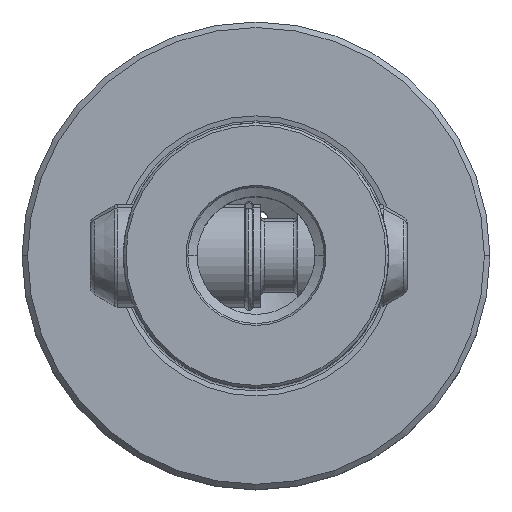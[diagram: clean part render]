
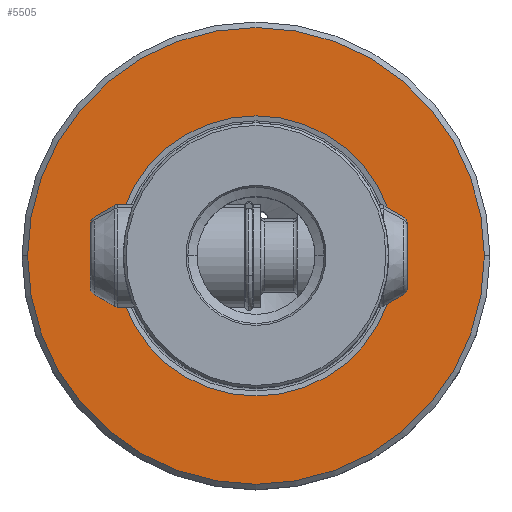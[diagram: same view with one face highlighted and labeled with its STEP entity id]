
A CAD part, top view. The second image highlights one B-rep face of the part: STEP entity #5505.
In plain terms, the highlighted planar face has unit normal (0, 0, 1).
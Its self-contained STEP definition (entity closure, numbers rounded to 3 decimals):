
#3015=VERTEX_POINT('NONE',#8187);
#4161=EDGE_CURVE('NONE',#3015,#6525,#9452,.T.);
#5505=ADVANCED_FACE('NONE',(#10937,#10938),#10939,.T.);
#5893=EDGE_CURVE('NONE',#7281,#6855,#11371,.F.);
#5913=EDGE_CURVE('NONE',#6855,#7281,#11394,.F.);
#6525=VERTEX_POINT('NONE',#12071);
#6643=EDGE_CURVE('NONE',#6525,#3015,#12198,.T.);
#6855=VERTEX_POINT('NONE',#12435);
#7281=VERTEX_POINT('NONE',#12898);
#8187=CARTESIAN_POINT('',(-31.0,0.,0.0));
#9452=CIRCLE('',#17294,31.0);
#10937=FACE_OUTER_BOUND('',#20636,.T.);
#10938=FACE_BOUND('',#20637,.T.);
#10939=PLANE('',#20638);
#11371=CIRCLE('',#21475,19.012);
#11394=CIRCLE('',#21515,19.012);
#12071=CARTESIAN_POINT('',(31.0,0.,0.0));
#12198=CIRCLE('',#22941,31.0);
#12435=CARTESIAN_POINT('',(19.012,0.,0.0));
#12898=CARTESIAN_POINT('',(-19.012,0.,0.0));
#17294=AXIS2_PLACEMENT_3D('',#27292,#27293,#27294);
#20636=EDGE_LOOP('',(#28937,#28938));
#20637=EDGE_LOOP('',(#28939,#28940));
#20638=AXIS2_PLACEMENT_3D('',#28941,#28942,#28943);
#21475=AXIS2_PLACEMENT_3D('',#29464,#29465,#29466);
#21515=AXIS2_PLACEMENT_3D('',#29497,#29498,#29499);
#22941=AXIS2_PLACEMENT_3D('',#30379,#30380,#30381);
#27292=CARTESIAN_POINT('',(0.0,0.0,0.0));
#27293=DIRECTION('',(0.0,0.0,-1.0));
#27294=DIRECTION('',(-1.0,0.,0.0));
#28937=ORIENTED_EDGE('',*,*,#4161,.F.);
#28938=ORIENTED_EDGE('',*,*,#6643,.F.);
#28939=ORIENTED_EDGE('',*,*,#5913,.F.);
#28940=ORIENTED_EDGE('',*,*,#5893,.F.);
#28941=CARTESIAN_POINT('',(-38.0,0.0,0.0));
#28942=DIRECTION('',(-0.0,0.0,1.0));
#28943=DIRECTION('',(0.0,1.0,0.0));
#29464=CARTESIAN_POINT('',(0.0,0.0,0.0));
#29465=DIRECTION('',(0.0,0.0,-1.0));
#29466=DIRECTION('',(1.0,0.,0.0));
#29497=CARTESIAN_POINT('',(0.0,0.0,0.0));
#29498=DIRECTION('',(0.0,0.0,-1.0));
#29499=DIRECTION('',(1.0,0.,0.0));
#30379=CARTESIAN_POINT('',(0.0,0.0,0.0));
#30380=DIRECTION('',(0.0,0.0,-1.0));
#30381=DIRECTION('',(-1.0,0.,0.0));
